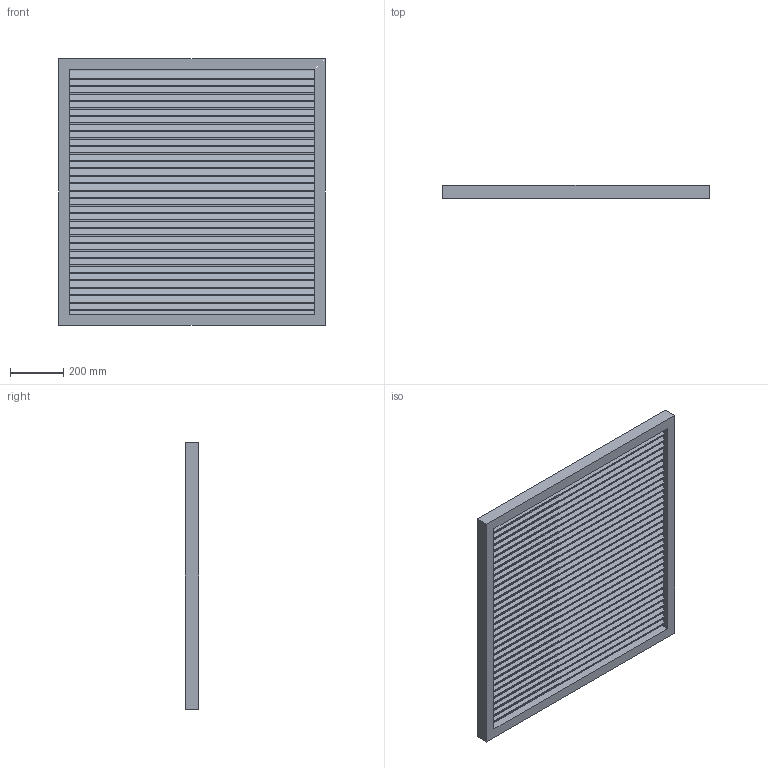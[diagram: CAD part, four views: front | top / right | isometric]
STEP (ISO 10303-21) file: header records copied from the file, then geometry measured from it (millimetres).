
FILE_DESCRIPTION(('FreeCAD Model'),'2;1');
FILE_NAME('Shutter.step','2016-10-04T14:54:36' ,('Author'),(''),'Open CASCADE STEP processor 6.8','FreeCAD','Unknown' );
FILE_SCHEMA(('AUTOMOTIVE_DESIGN_CC2 { 1 2 10303 214 -1 1 5 4 }'));
Length unit declared in the file: millimetre
Products named in the file (3): ASSEMBLY; Shutter_frame; Shutter001
Assembly tree (2 placements, depth 2):
  ASSEMBLY
    Shutter_frame
    Shutter001
Bounding box: 1000 x 50 x 1000 mm (x, y, z)
Volume: 10062718.3 mm3; surface area: 3327993.1 mm2
Topology: 34 solids, 34 shells, 340 faces, 816 edges, 544 vertices
Faces by surface type: plane 340
Entity records: 20622 total; most frequent: CARTESIAN_POINT 3335, DIRECTION 3134, LINE 2448, VECTOR 2448, ORIENTED_EDGE 1632, PCURVE 1632, DEFINITIONAL_REPRESENTATION 1632, EDGE_CURVE 816
